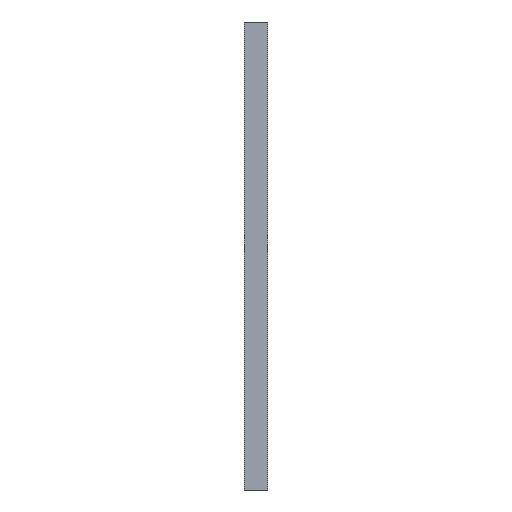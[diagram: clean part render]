
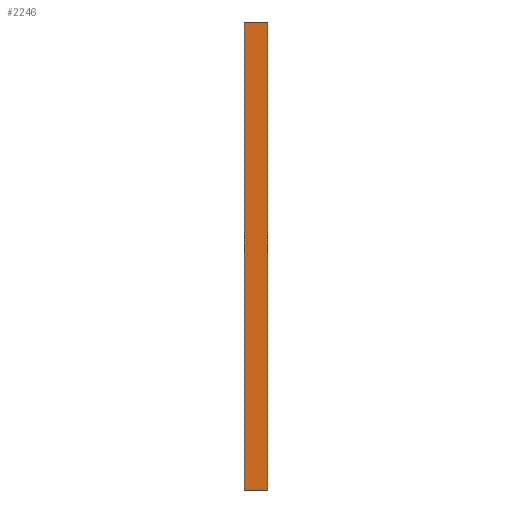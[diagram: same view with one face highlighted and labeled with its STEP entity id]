
A CAD part, front view. The second image highlights one B-rep face of the part: STEP entity #2246.
In plain terms, the highlighted planar face has unit normal (0, -1, 0).
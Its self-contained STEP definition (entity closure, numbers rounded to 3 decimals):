
#284 = CARTESIAN_POINT ( 'NONE',  ( -50., -53., 1000. ) ) ;
#352 = VECTOR ( 'NONE', #2211, 1000. ) ;
#360 = AXIS2_PLACEMENT_3D ( 'NONE', #740, #2808, #2633 ) ;
#482 = LINE ( 'NONE', #3150, #571 ) ;
#571 = VECTOR ( 'NONE', #1402, 1000. ) ;
#688 = PLANE ( 'NONE',  #360 ) ;
#740 = CARTESIAN_POINT ( 'NONE',  ( 0., -53., 1000. ) ) ;
#783 = ORIENTED_EDGE ( 'NONE', *, *, #3406, .T. ) ;
#810 = CARTESIAN_POINT ( 'NONE',  ( 0., -53., -1000. ) ) ;
#972 = VECTOR ( 'NONE', #2848, 1000. ) ;
#1277 = LINE ( 'NONE', #2888, #352 ) ;
#1308 = LINE ( 'NONE', #1698, #1438 ) ;
#1402 = DIRECTION ( 'NONE',  ( 0., 0., -1. ) ) ;
#1407 = EDGE_CURVE ( 'NONE', #2376, #3329, #1308, .T. ) ;
#1438 = VECTOR ( 'NONE', #3609, 1000. ) ;
#1698 = CARTESIAN_POINT ( 'NONE',  ( 0., -53., 1000. ) ) ;
#1749 = LINE ( 'NONE', #810, #972 ) ;
#2116 = EDGE_CURVE ( 'NONE', #2376, #2469, #1277, .T. ) ;
#2211 = DIRECTION ( 'NONE',  ( 0., 0., -1. ) ) ;
#2246 = ADVANCED_FACE ( 'NONE', ( #3416 ), #688, .F. ) ;
#2376 = VERTEX_POINT ( 'NONE', #284 ) ;
#2469 = VERTEX_POINT ( 'NONE', #2504 ) ;
#2476 = ORIENTED_EDGE ( 'NONE', *, *, #1407, .F. ) ;
#2504 = CARTESIAN_POINT ( 'NONE',  ( -50., -53., -1000. ) ) ;
#2546 = EDGE_LOOP ( 'NONE', ( #783, #3641, #2476, #2930 ) ) ;
#2633 = DIRECTION ( 'NONE',  ( 0., 0., 1. ) ) ;
#2808 = DIRECTION ( 'NONE',  ( 0., 1., 0. ) ) ;
#2848 = DIRECTION ( 'NONE',  ( 1., 0., 0. ) ) ;
#2888 = CARTESIAN_POINT ( 'NONE',  ( -50., -53., 1000. ) ) ;
#2930 = ORIENTED_EDGE ( 'NONE', *, *, #2116, .T. ) ;
#3016 = CARTESIAN_POINT ( 'NONE',  ( 50., -53., 1000. ) ) ;
#3150 = CARTESIAN_POINT ( 'NONE',  ( 50., -53., 1000. ) ) ;
#3253 = VERTEX_POINT ( 'NONE', #3550 ) ;
#3329 = VERTEX_POINT ( 'NONE', #3016 ) ;
#3406 = EDGE_CURVE ( 'NONE', #2469, #3253, #1749, .T. ) ;
#3416 = FACE_OUTER_BOUND ( 'NONE', #2546, .T. ) ;
#3550 = CARTESIAN_POINT ( 'NONE',  ( 50., -53., -1000. ) ) ;
#3609 = DIRECTION ( 'NONE',  ( 1., 0., 0. ) ) ;
#3641 = ORIENTED_EDGE ( 'NONE', *, *, #3675, .F. ) ;
#3675 = EDGE_CURVE ( 'NONE', #3329, #3253, #482, .T. ) ;
